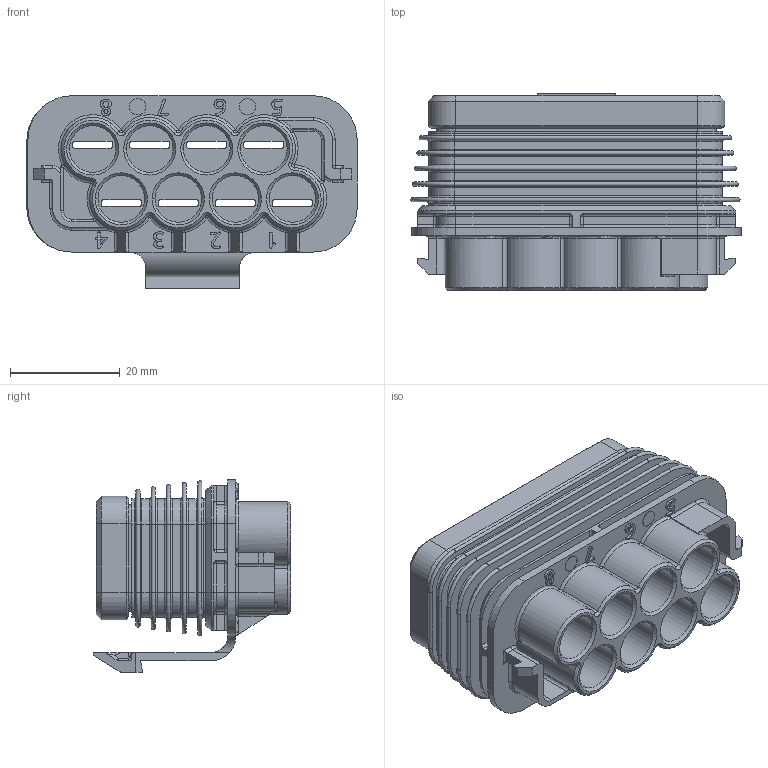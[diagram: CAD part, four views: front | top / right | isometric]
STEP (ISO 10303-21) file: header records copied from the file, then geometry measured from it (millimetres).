
FILE_DESCRIPTION((''),'2;1');
FILE_NAME('SC42-2013A-A001_NCF_ASM','2020-07-10T10:32:33',('jwisneski'),(''),'CREO PARAMETRIC BY PTC INC, 2017110','CREO PARAMETRIC BY PTC INC, 2017110','');
FILE_SCHEMA(('CONFIG_CONTROL_DESIGN'));
Length unit declared in the file: millimetre
Products named in the file (4): PC26-2007A-B001_NCF_SALES; C14-1011_INSTALLED; PC42-2013A-A001_NCF_SALES_ASM; SC42-2013A-A001_NCF_ASM
Assembly tree (3 placements, depth 3):
  SC42-2013A-A001_NCF_ASM
    PC42-2013A-A001_NCF_SALES_ASM
      PC26-2007A-B001_NCF_SALES
      C14-1011_INSTALLED
Bounding box: 60.2 x 36 x 35.09 mm (x, y, z)
Volume: 25782.7 mm3; surface area: 28485.1 mm2
Topology: 2 solids, 2 shells, 2597 faces, 6309 edges, 3753 vertices
Faces by surface type: plane 864, cylinder 805, torus 335, extrusion 214, bspline 155, cone 132, sphere 92
Entity records: 82893 total; most frequent: CARTESIAN_POINT 22968, ORIENTED_EDGE 12618, DIRECTION 12372, EDGE_CURVE 6309, AXIS2_PLACEMENT_3D 4459, VERTEX_POINT 3753, VECTOR 3454, LINE 3240
